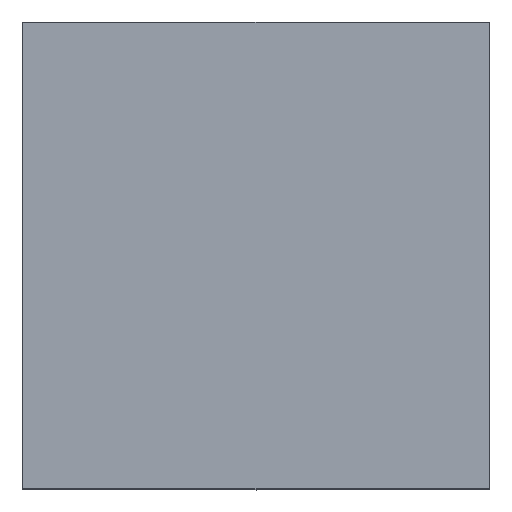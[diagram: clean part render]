
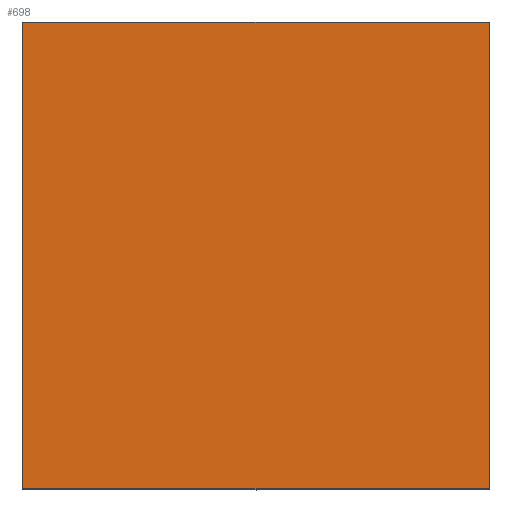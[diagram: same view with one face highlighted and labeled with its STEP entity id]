
A CAD part, top view. The second image highlights one B-rep face of the part: STEP entity #698.
In plain terms, the highlighted planar face has unit normal (0, 0, 1).
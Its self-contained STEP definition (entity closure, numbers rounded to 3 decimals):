
#89=PLANE('',#868);
#99=LINE('',#1304,#113);
#102=LINE('',#1310,#116);
#105=LINE('',#1316,#119);
#108=LINE('',#1320,#122);
#113=VECTOR('',#1112,10.);
#116=VECTOR('',#1117,10.);
#119=VECTOR('',#1122,10.);
#122=VECTOR('',#1127,10.);
#169=FACE_OUTER_BOUND('',#217,.T.);
#217=EDGE_LOOP('',(#614,#615,#616,#617));
#343=VERTEX_POINT('',#1301);
#344=VERTEX_POINT('',#1303);
#346=VERTEX_POINT('',#1309);
#348=VERTEX_POINT('',#1315);
#430=EDGE_CURVE('',#344,#343,#99,.T.);
#433=EDGE_CURVE('',#346,#344,#102,.T.);
#436=EDGE_CURVE('',#348,#346,#105,.T.);
#439=EDGE_CURVE('',#343,#348,#108,.T.);
#614=ORIENTED_EDGE('',*,*,#439,.T.);
#615=ORIENTED_EDGE('',*,*,#436,.T.);
#616=ORIENTED_EDGE('',*,*,#433,.T.);
#617=ORIENTED_EDGE('',*,*,#430,.T.);
#698=ADVANCED_FACE('',(#169),#89,.T.);
#868=AXIS2_PLACEMENT_3D('',#1321,#1128,#1129);
#1112=DIRECTION('',(0.,-1.,0.));
#1117=DIRECTION('',(-1.,0.,0.));
#1122=DIRECTION('',(0.,1.,0.));
#1127=DIRECTION('',(1.,0.,0.));
#1128=DIRECTION('center_axis',(0.,0.,1.));
#1129=DIRECTION('ref_axis',(1.,0.,0.));
#1301=CARTESIAN_POINT('',(-25.,-25.,75.));
#1303=CARTESIAN_POINT('',(-25.,25.,75.));
#1304=CARTESIAN_POINT('',(-25.,-25.,75.));
#1309=CARTESIAN_POINT('',(25.,25.,75.));
#1310=CARTESIAN_POINT('',(-25.,25.,75.));
#1315=CARTESIAN_POINT('',(25.,-25.,75.));
#1316=CARTESIAN_POINT('',(25.,25.,75.));
#1320=CARTESIAN_POINT('',(25.,-25.,75.));
#1321=CARTESIAN_POINT('Origin',(0.,0.,75.));
